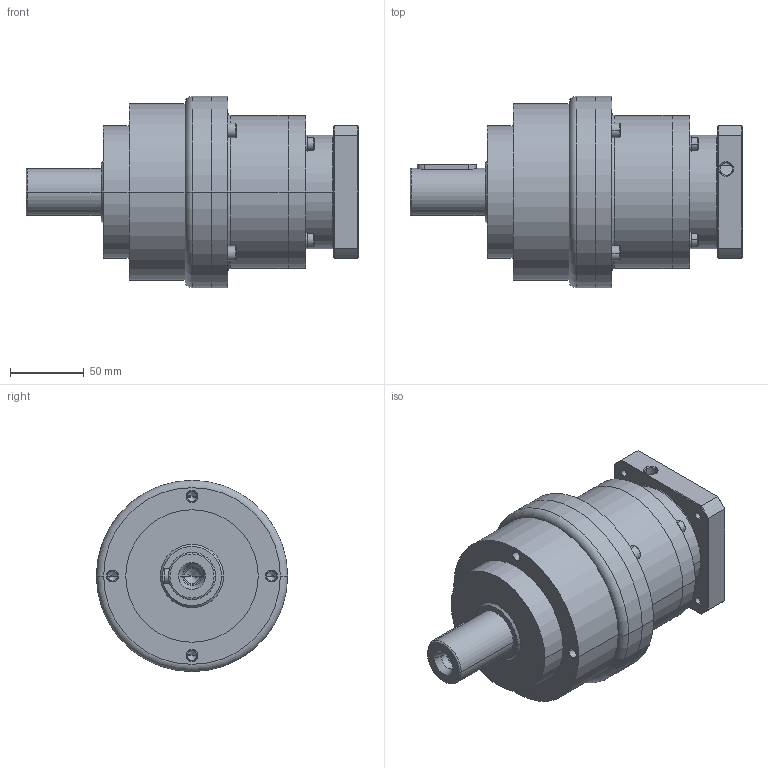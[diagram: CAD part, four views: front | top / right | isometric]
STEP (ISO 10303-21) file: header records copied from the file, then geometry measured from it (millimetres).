
FILE_DESCRIPTION((''),'2;1');
FILE_NAME('AE1202-P0403300603_ASM','2008-09-11T',('d00080'),(''),'PRO/ENGINEER BY PARAMETRIC TECHNOLOGY CORPORATION, 2006170','PRO/ENGINEER BY PARAMETRIC TECHNOLOGY CORPORATION, 2006170','');
FILE_SCHEMA(('CONFIG_CONTROL_DESIGN'));
Length unit declared in the file: millimetre
Products named in the file (10): AE120-2; P244; 220120705; RG-SET3-4_ASM; P1302300001; 233100003; 220100606; COVER-SET-3_ASM; P0403300603; AE1202-P0403300603_ASM
Assembly tree (18 placements, depth 3):
  AE1202-P0403300603_ASM
    AE120-2
    RG-SET3-4_ASM
      P244
      220120705  x4
    COVER-SET-3_ASM
      P1302300001
      233100003  x4
      220100606  x4
    P0403300603
Bounding box: 225.5 x 130 x 130 mm (x, y, z)
Volume: 1573205.4 mm3; surface area: 175589 mm2
Topology: 16 solids, 26 shells, 527 faces, 1156 edges, 699 vertices
Faces by surface type: cylinder 219, plane 192, cone 84, torus 32
Entity records: 9527 total; most frequent: DIRECTION 1786, CARTESIAN_POINT 1757, ORIENTED_EDGE 1388, AXIS2_PLACEMENT_3D 744, EDGE_CURVE 714, VERTEX_POINT 447, EDGE_LOOP 399, CIRCLE 381
